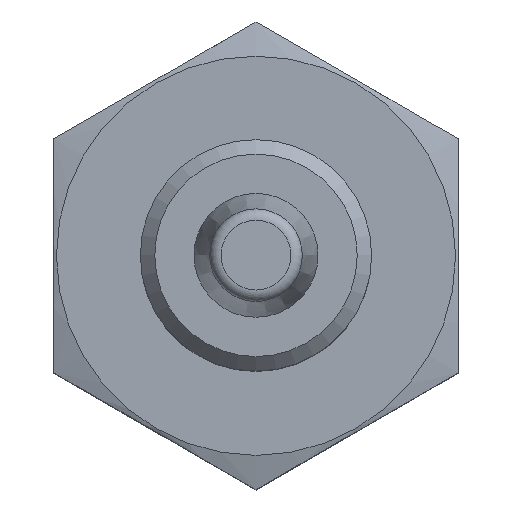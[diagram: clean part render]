
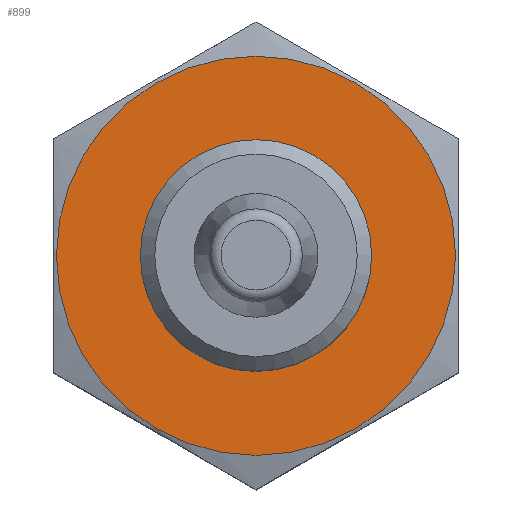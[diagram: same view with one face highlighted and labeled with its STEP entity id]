
A CAD part, top view. The second image highlights one B-rep face of the part: STEP entity #899.
In plain terms, the highlighted face is planar.
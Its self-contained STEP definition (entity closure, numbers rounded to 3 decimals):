
#299=ORIENTED_EDGE('',*,*,#392,.F.);
#300=ORIENTED_EDGE('',*,*,#393,.T.);
#392=EDGE_CURVE('',#451,#451,#473,.T.);
#393=EDGE_CURVE('',#452,#452,#474,.T.);
#451=VERTEX_POINT('',#1406);
#452=VERTEX_POINT('',#1408);
#473=CIRCLE('',#974,2.);
#474=CIRCLE('',#975,3.45);
#529=EDGE_LOOP('',(#299));
#530=EDGE_LOOP('',(#300));
#592=FACE_BOUND('',#529,.T.);
#593=FACE_BOUND('',#530,.T.);
#632=PLANE('',#973);
#899=ADVANCED_FACE('',(#592,#593),#632,.F.);
#973=AXIS2_PLACEMENT_3D('',#1404,#1144,#1145);
#974=AXIS2_PLACEMENT_3D('',#1405,#1146,#1147);
#975=AXIS2_PLACEMENT_3D('',#1407,#1148,#1149);
#1144=DIRECTION('',(0.,1.,0.));
#1145=DIRECTION('',(0.,0.,1.));
#1146=DIRECTION('',(0.,-1.,0.));
#1147=DIRECTION('',(0.,0.,-1.));
#1148=DIRECTION('',(0.,-1.,0.));
#1149=DIRECTION('',(0.,0.,-1.));
#1404=CARTESIAN_POINT('',(3.45,-2.2,0.));
#1405=CARTESIAN_POINT('',(0.,-2.2,0.));
#1406=CARTESIAN_POINT('',(0.,-2.2,-2.));
#1407=CARTESIAN_POINT('',(0.,-2.2,0.));
#1408=CARTESIAN_POINT('',(0.,-2.2,-3.45));
